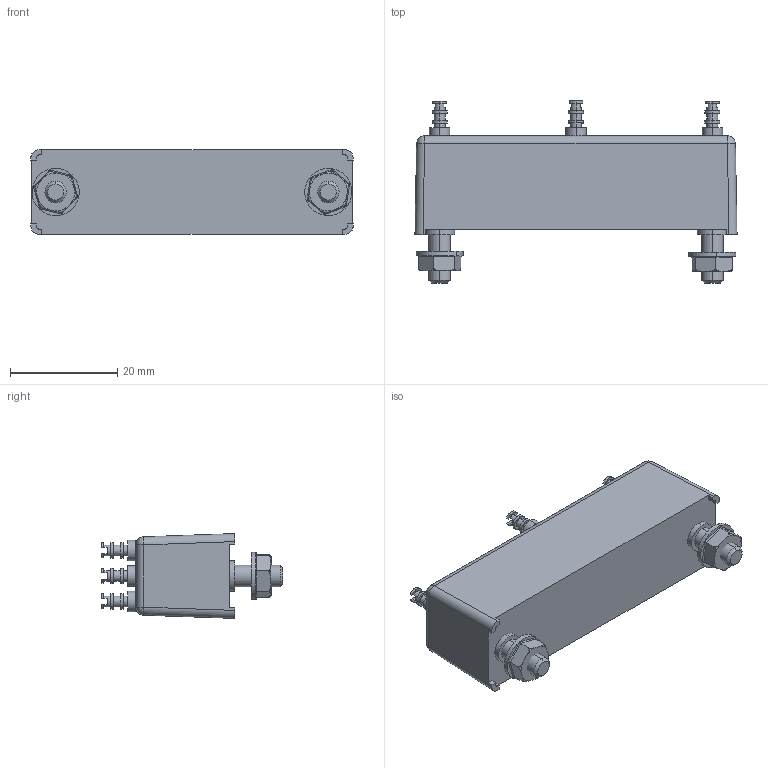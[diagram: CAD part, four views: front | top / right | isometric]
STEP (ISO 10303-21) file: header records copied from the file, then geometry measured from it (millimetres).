
FILE_DESCRIPTION (( 'STEP AP203' ), '1' );
FILE_NAME ('DBRXXXXXPU.STEP', '2018-06-27T14:07:34', ( 'ukadmin' ), ( 'Hewlett-Packard Company' ), 'SwSTEP 2.0', 'SolidWorks 2016', '' );
FILE_SCHEMA (( 'CONFIG_CONTROL_DESIGN' ));
Length unit declared in the file: millimetre
Products named in the file (3): DBRXXXXXPU; DBR71210P; Panel mount nut
Assembly tree (3 placements, depth 2):
  DBRXXXXXPU
    DBR71210P
    Panel mount nut  x2
Bounding box: 60 x 33.9 x 15.8 mm (x, y, z)
Volume: 16287.4 mm3; surface area: 5327.6 mm2
Topology: 3 solids, 3 shells, 561 faces, 1455 edges, 956 vertices
Faces by surface type: plane 342, bspline 101, cylinder 96, torus 14, cone 4, sphere 4
Entity records: 21566 total; most frequent: CARTESIAN_POINT 8678, ORIENTED_EDGE 2778, DIRECTION 2233, EDGE_CURVE 1389, VECTOR 977, LINE 977, VERTEX_POINT 917, AXIS2_PLACEMENT_3D 628
